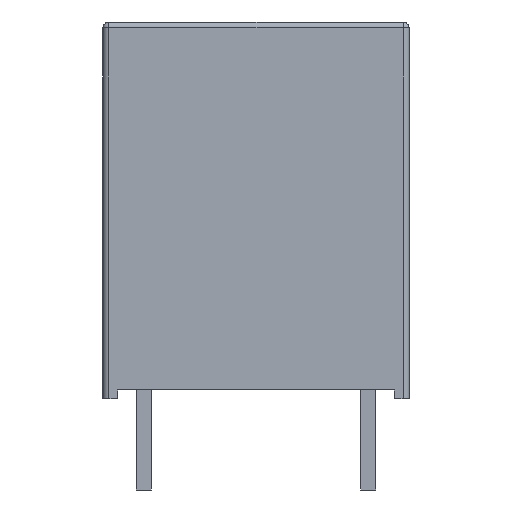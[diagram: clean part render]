
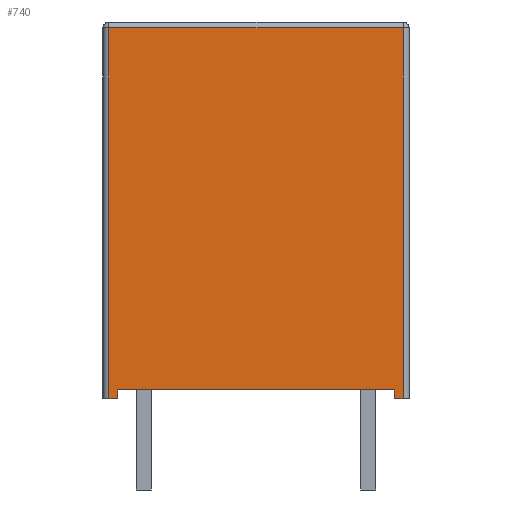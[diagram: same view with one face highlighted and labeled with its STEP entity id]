
A CAD part, left-side view. The second image highlights one B-rep face of the part: STEP entity #740.
In plain terms, the highlighted planar face has unit normal (-1, 0, 0).
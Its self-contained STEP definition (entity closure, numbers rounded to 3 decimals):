
#81=CARTESIAN_POINT('',(-14.4,-5.,12.6));
#82=VERTEX_POINT('',#81);
#142=CARTESIAN_POINT('',(-14.4,5.,12.6));
#143=VERTEX_POINT('',#142);
#262=CARTESIAN_POINT('',(-14.4,5.,12.6));
#263=DIRECTION('',(0.0,-1.0,0.0));
#264=VECTOR('',#263,10.);
#265=LINE('',#262,#264);
#266=EDGE_CURVE('',#143,#82,#265,.T.);
#336=CARTESIAN_POINT('',(-14.4,-4.7,0.3));
#337=VERTEX_POINT('',#336);
#344=CARTESIAN_POINT('',(-14.4,4.7,0.3));
#345=VERTEX_POINT('',#344);
#346=CARTESIAN_POINT('',(-14.4,-4.7,0.3));
#347=DIRECTION('',(0.0,1.0,0.0));
#348=VECTOR('',#347,9.4);
#349=LINE('',#346,#348);
#350=EDGE_CURVE('',#337,#345,#349,.T.);
#414=CARTESIAN_POINT('',(-14.4,-5.,0.0));
#415=VERTEX_POINT('',#414);
#416=CARTESIAN_POINT('',(-14.4,-5.,12.6));
#417=DIRECTION('',(0.0,0.0,-1.0));
#418=VECTOR('',#417,12.6);
#419=LINE('',#416,#418);
#420=EDGE_CURVE('',#82,#415,#419,.T.);
#477=CARTESIAN_POINT('',(-14.4,-4.7,0.0));
#478=VERTEX_POINT('',#477);
#493=CARTESIAN_POINT('',(-14.4,-5.,0.0));
#494=DIRECTION('',(0.0,1.0,0.0));
#495=VECTOR('',#494,0.3);
#496=LINE('',#493,#495);
#497=EDGE_CURVE('',#415,#478,#496,.T.);
#509=CARTESIAN_POINT('',(-14.4,-4.7,0.3));
#510=DIRECTION('',(0.0,0.0,-1.0));
#511=VECTOR('',#510,0.3);
#512=LINE('',#509,#511);
#513=EDGE_CURVE('',#337,#478,#512,.T.);
#642=CARTESIAN_POINT('',(-14.4,5.,0.0));
#643=VERTEX_POINT('',#642);
#651=CARTESIAN_POINT('',(-14.4,5.,0.0));
#652=DIRECTION('',(0.0,0.0,1.0));
#653=VECTOR('',#652,12.6);
#654=LINE('',#651,#653);
#655=EDGE_CURVE('',#643,#143,#654,.T.);
#713=CARTESIAN_POINT('',(-14.4,0.0,6.25));
#714=DIRECTION('',(1.0,0.0,0.0));
#715=DIRECTION('',(0.0,0.0,-1.0));
#716=AXIS2_PLACEMENT_3D('',#713,#714,#715);
#717=PLANE('',#716);
#718=CARTESIAN_POINT('',(-14.4,4.7,0.0));
#719=VERTEX_POINT('',#718);
#720=CARTESIAN_POINT('',(-14.4,4.7,0.0));
#721=DIRECTION('',(0.0,0.0,1.0));
#722=VECTOR('',#721,0.3);
#723=LINE('',#720,#722);
#724=EDGE_CURVE('',#719,#345,#723,.T.);
#725=ORIENTED_EDGE('',*,*,#724,.T.);
#726=ORIENTED_EDGE('',*,*,#350,.F.);
#727=ORIENTED_EDGE('',*,*,#513,.T.);
#728=ORIENTED_EDGE('',*,*,#497,.F.);
#729=ORIENTED_EDGE('',*,*,#420,.F.);
#730=ORIENTED_EDGE('',*,*,#266,.F.);
#731=ORIENTED_EDGE('',*,*,#655,.F.);
#732=CARTESIAN_POINT('',(-14.4,4.7,0.0));
#733=DIRECTION('',(0.0,1.0,0.0));
#734=VECTOR('',#733,0.3);
#735=LINE('',#732,#734);
#736=EDGE_CURVE('',#719,#643,#735,.T.);
#737=ORIENTED_EDGE('',*,*,#736,.F.);
#738=EDGE_LOOP('',(#725,#726,#727,#728,#729,#730,#731,#737));
#739=FACE_OUTER_BOUND('',#738,.T.);
#740=ADVANCED_FACE('',(#739),#717,.F.);
